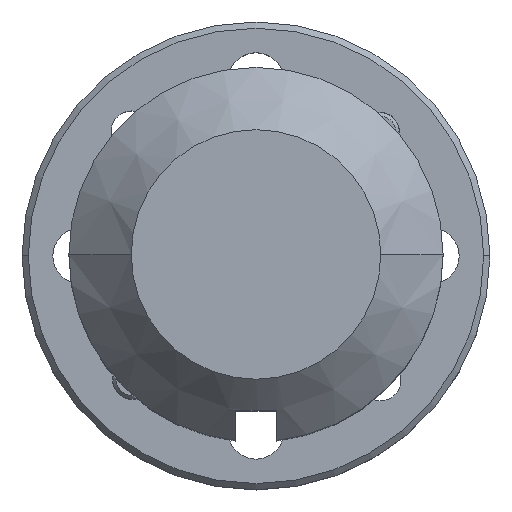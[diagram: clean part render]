
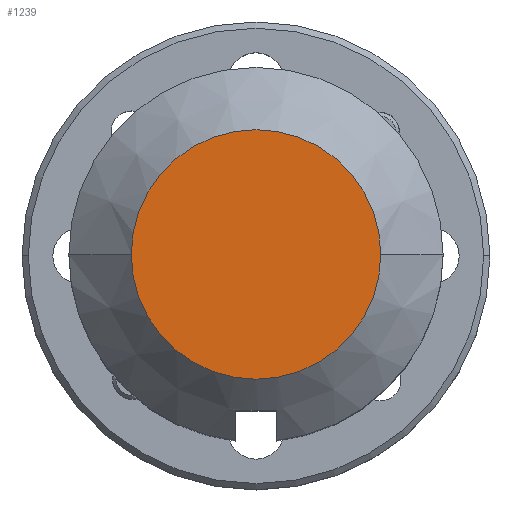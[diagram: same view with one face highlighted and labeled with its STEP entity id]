
A CAD part, top view. The second image highlights one B-rep face of the part: STEP entity #1239.
In plain terms, the highlighted planar face has unit normal (0, 0, 1).
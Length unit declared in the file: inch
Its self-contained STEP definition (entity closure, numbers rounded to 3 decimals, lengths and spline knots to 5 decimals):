
#79 = AXIS2_PLACEMENT_3D ( 'NONE', #660, #2267, #82 ) ;
#82 = DIRECTION ( 'NONE',  ( 1., 0., 0. ) ) ;
#252 = EDGE_CURVE ( 'NONE', #358, #1572, #747, .T. ) ;
#358 = VERTEX_POINT ( 'NONE', #2038 ) ;
#488 = AXIS2_PLACEMENT_3D ( 'NONE', #2482, #1670, #731 ) ;
#503 = AXIS2_PLACEMENT_3D ( 'NONE', #1642, #856, #2218 ) ;
#619 = FACE_OUTER_BOUND ( 'NONE', #1194, .T. ) ;
#660 = CARTESIAN_POINT ( 'NONE',  ( 0., 0., 0. ) ) ;
#731 = DIRECTION ( 'NONE',  ( 1., 0., 0. ) ) ;
#747 = CIRCLE ( 'NONE', #503, 0.2 ) ;
#856 = DIRECTION ( 'NONE',  ( 0., 0., 1. ) ) ;
#862 = ORIENTED_EDGE ( 'NONE', *, *, #1581, .T. ) ;
#1016 = CIRCLE ( 'NONE', #79, 0.2 ) ;
#1194 = EDGE_LOOP ( 'NONE', ( #862, #1198 ) ) ;
#1198 = ORIENTED_EDGE ( 'NONE', *, *, #252, .T. ) ;
#1239 = ADVANCED_FACE ( 'NONE', ( #619 ), #1559, .T. ) ;
#1559 = PLANE ( 'NONE',  #488 ) ;
#1572 = VERTEX_POINT ( 'NONE', #1824 ) ;
#1581 = EDGE_CURVE ( 'NONE', #1572, #358, #1016, .T. ) ;
#1642 = CARTESIAN_POINT ( 'NONE',  ( 0., 0., 0. ) ) ;
#1670 = DIRECTION ( 'NONE',  ( 0., 0., 1. ) ) ;
#1824 = CARTESIAN_POINT ( 'NONE',  ( -0.2, 0., 0. ) ) ;
#2038 = CARTESIAN_POINT ( 'NONE',  ( 0.2, 0., 0. ) ) ;
#2218 = DIRECTION ( 'NONE',  ( 1., 0., 0. ) ) ;
#2267 = DIRECTION ( 'NONE',  ( 0., 0., 1. ) ) ;
#2482 = CARTESIAN_POINT ( 'NONE',  ( 0.3, 0., 0. ) ) ;
